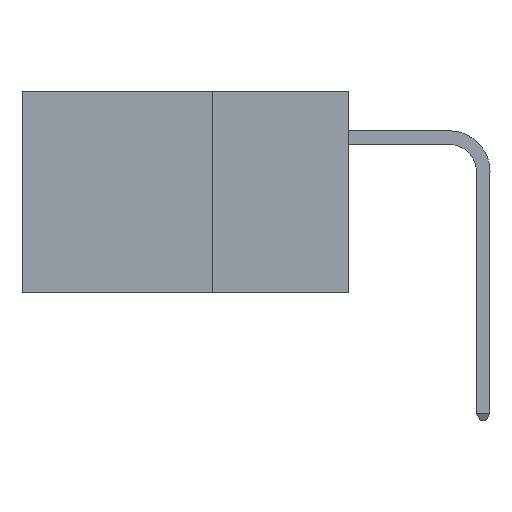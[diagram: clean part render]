
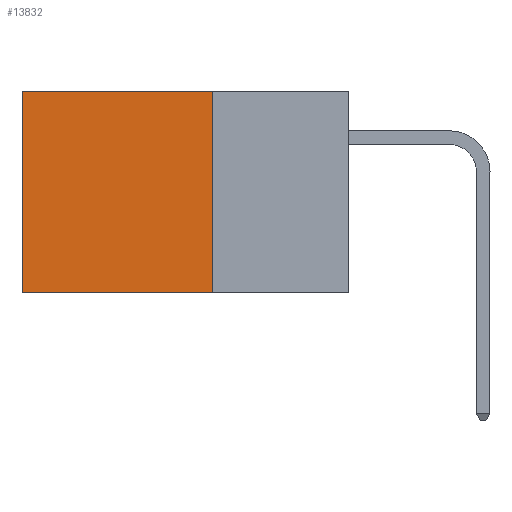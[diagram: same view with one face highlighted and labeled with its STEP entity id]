
A CAD part, left-side view. The second image highlights one B-rep face of the part: STEP entity #13832.
In plain terms, the highlighted planar face has unit normal (-1, 0, 0).
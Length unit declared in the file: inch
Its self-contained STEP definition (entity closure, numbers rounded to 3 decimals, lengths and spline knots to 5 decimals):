
#324 = LINE ( 'NONE', #10818, #16127 ) ;
#1735 = VERTEX_POINT ( 'NONE', #9545 ) ;
#1778 = EDGE_CURVE ( 'NONE', #1735, #16929, #5901, .T. ) ;
#2017 = LINE ( 'NONE', #15363, #12352 ) ;
#3015 = EDGE_CURVE ( 'NONE', #7023, #16929, #6507, .T. ) ;
#3672 = AXIS2_PLACEMENT_3D ( 'NONE', #12764, #11359, #16744 ) ;
#4135 = EDGE_CURVE ( 'NONE', #16917, #7023, #324, .T. ) ;
#4233 = DIRECTION ( 'NONE',  ( 0., 0., -1. ) ) ;
#4342 = ORIENTED_EDGE ( 'NONE', *, *, #4498, .T. ) ;
#4498 = EDGE_CURVE ( 'NONE', #16917, #1735, #2017, .T. ) ;
#5901 = LINE ( 'NONE', #9815, #16213 ) ;
#6010 = DIRECTION ( 'NONE',  ( 0., 1., 0. ) ) ;
#6194 = DIRECTION ( 'NONE',  ( 0., 1., 0. ) ) ;
#6300 = ORIENTED_EDGE ( 'NONE', *, *, #1778, .T. ) ;
#6507 = LINE ( 'NONE', #7579, #13052 ) ;
#7023 = VERTEX_POINT ( 'NONE', #15760 ) ;
#7579 = CARTESIAN_POINT ( 'NONE',  ( 0.2875, 0.25, -0.37 ) ) ;
#8616 = CARTESIAN_POINT ( 'NONE',  ( 0.2875, 0.25, 0. ) ) ;
#8736 = PLANE ( 'NONE',  #3672 ) ;
#9545 = CARTESIAN_POINT ( 'NONE',  ( 0.2875, 0.6, 0. ) ) ;
#9815 = CARTESIAN_POINT ( 'NONE',  ( 0.2875, 0.6, 0. ) ) ;
#10818 = CARTESIAN_POINT ( 'NONE',  ( 0.2875, 0.25, 0. ) ) ;
#10930 = EDGE_LOOP ( 'NONE', ( #6300, #12551, #14728, #4342 ) ) ;
#11359 = DIRECTION ( 'NONE',  ( 1., 0., 0. ) ) ;
#12008 = FACE_OUTER_BOUND ( 'NONE', #10930, .T. ) ;
#12352 = VECTOR ( 'NONE', #6010, 39.37008 ) ;
#12551 = ORIENTED_EDGE ( 'NONE', *, *, #3015, .F. ) ;
#12764 = CARTESIAN_POINT ( 'NONE',  ( 0.2875, 0.25, 0. ) ) ;
#13052 = VECTOR ( 'NONE', #6194, 39.37008 ) ;
#13832 = ADVANCED_FACE ( 'NONE', ( #12008 ), #8736, .F. ) ;
#14728 = ORIENTED_EDGE ( 'NONE', *, *, #4135, .F. ) ;
#15255 = DIRECTION ( 'NONE',  ( 0., 0., -1. ) ) ;
#15363 = CARTESIAN_POINT ( 'NONE',  ( 0.2875, 0.25, 0. ) ) ;
#15760 = CARTESIAN_POINT ( 'NONE',  ( 0.2875, 0.25, -0.37 ) ) ;
#16127 = VECTOR ( 'NONE', #4233, 39.37008 ) ;
#16213 = VECTOR ( 'NONE', #15255, 39.37008 ) ;
#16670 = CARTESIAN_POINT ( 'NONE',  ( 0.2875, 0.6, -0.37 ) ) ;
#16744 = DIRECTION ( 'NONE',  ( 0., 0., -1. ) ) ;
#16917 = VERTEX_POINT ( 'NONE', #8616 ) ;
#16929 = VERTEX_POINT ( 'NONE', #16670 ) ;
